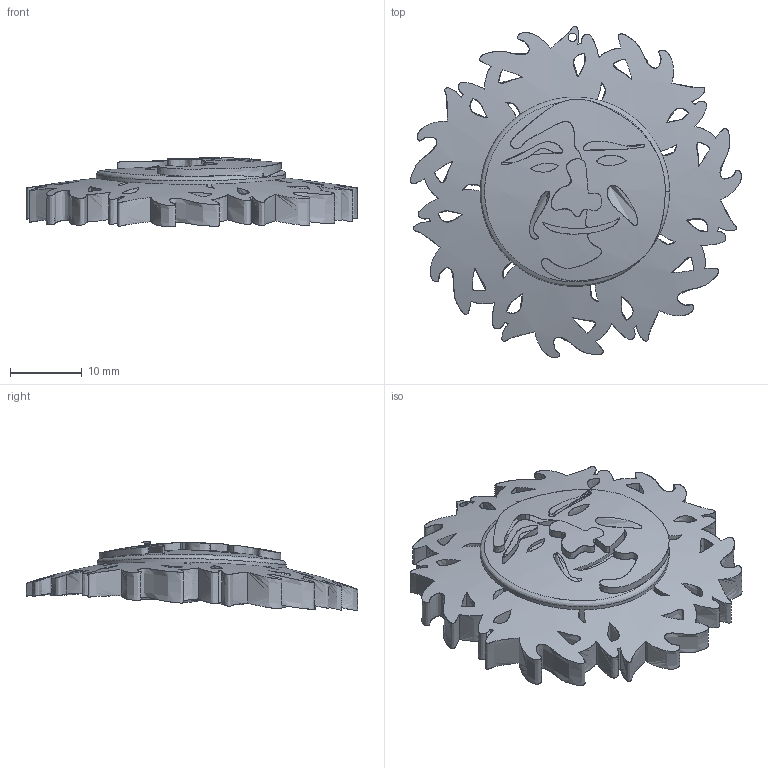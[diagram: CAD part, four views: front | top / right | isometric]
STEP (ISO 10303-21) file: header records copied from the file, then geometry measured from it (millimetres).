
FILE_DESCRIPTION(('FreeCAD Model'),'2;1');
FILE_NAME('Open CASCADE Shape Model','2025-05-04T02:37:52',('FreeCAD'),( 'FreeCAD'),'Open CASCADE STEP processor 7.6','FreeCAD','Unknown');
FILE_SCHEMA(('AUTOMOTIVE_DESIGN { 1 0 10303 214 1 1 1 1 }'));
Products named in the file (1): Open CASCADE STEP translator 7.6 1
Bounding box: 46.21 x 46.32 x 9.75 mm (x, y, z)
Surface area: 4641.5 mm2 (no closed solid volume)
Topology: 0 solids, 120 shells, 120 faces, 22003 edges, 21984 vertices
Faces by surface type: bspline 120
Entity records: 218636 total; most frequent: CARTESIAN_POINT 129832, ORIENTED_EDGE 22000, EDGE_CURVE 21999, B_SPLINE_CURVE_WITH_KNOTS 21999, VERTEX_POINT 21984, FACE_BOUND 164, EDGE_LOOP 164, SHELL_BASED_SURFACE_MODEL 120
